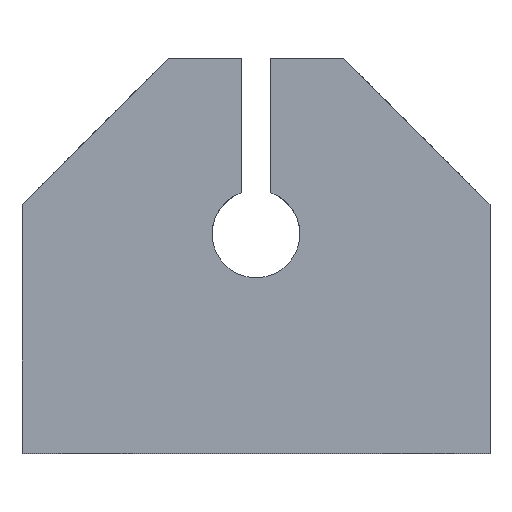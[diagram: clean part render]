
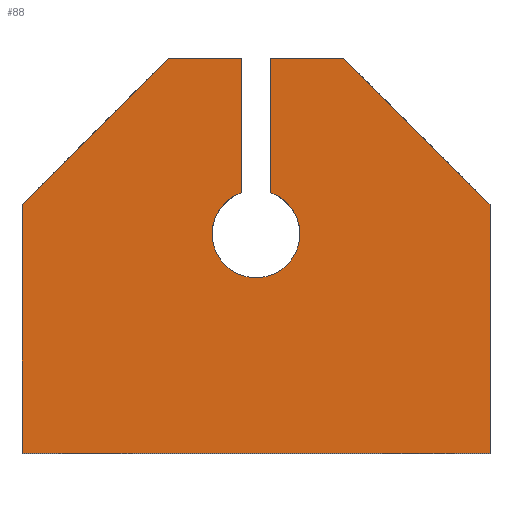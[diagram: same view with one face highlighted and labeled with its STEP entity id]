
A CAD part, top view. The second image highlights one B-rep face of the part: STEP entity #88.
In plain terms, the highlighted planar face has unit normal (0, 0, 1).
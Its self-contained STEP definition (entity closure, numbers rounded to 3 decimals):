
#88 = ADVANCED_FACE( '', ( #191 ), #192, .T. );
#191 = FACE_OUTER_BOUND( '', #290, .T. );
#192 = PLANE( '', #291 );
#290 = EDGE_LOOP( '', ( #447, #448, #449, #450, #451, #452, #453, #454, #455, #456 ) );
#291 = AXIS2_PLACEMENT_3D( '', #457, #458, #459 );
#447 = ORIENTED_EDGE( '', *, *, #514, .T. );
#448 = ORIENTED_EDGE( '', *, *, #555, .T. );
#449 = ORIENTED_EDGE( '', *, *, #503, .T. );
#450 = ORIENTED_EDGE( '', *, *, #538, .T. );
#451 = ORIENTED_EDGE( '', *, *, #556, .T. );
#452 = ORIENTED_EDGE( '', *, *, #545, .T. );
#453 = ORIENTED_EDGE( '', *, *, #549, .F. );
#454 = ORIENTED_EDGE( '', *, *, #531, .T. );
#455 = ORIENTED_EDGE( '', *, *, #498, .T. );
#456 = ORIENTED_EDGE( '', *, *, #523, .T. );
#457 = CARTESIAN_POINT( '', ( 0., 15., 16. ) );
#458 = DIRECTION( '', ( 0., 0., 1. ) );
#459 = DIRECTION( '', ( 1., 0., 0. ) );
#498 = EDGE_CURVE( '', #573, #571, #574, .T. );
#503 = EDGE_CURVE( '', #582, #580, #583, .T. );
#514 = EDGE_CURVE( '', #601, #599, #602, .T. );
#523 = EDGE_CURVE( '', #571, #601, #614, .T. );
#531 = EDGE_CURVE( '', #626, #573, #627, .T. );
#538 = EDGE_CURVE( '', #580, #635, #637, .T. );
#545 = EDGE_CURVE( '', #648, #646, #649, .T. );
#549 = EDGE_CURVE( '', #626, #646, #653, .T. );
#555 = EDGE_CURVE( '', #599, #582, #661, .T. );
#556 = EDGE_CURVE( '', #635, #648, #662, .T. );
#571 = VERTEX_POINT( '', #715 );
#573 = VERTEX_POINT( '', #718 );
#574 = LINE( '', #719, #720 );
#580 = VERTEX_POINT( '', #728 );
#582 = VERTEX_POINT( '', #731 );
#583 = LINE( '', #732, #733 );
#599 = VERTEX_POINT( '', #751 );
#601 = VERTEX_POINT( '', #754 );
#602 = LINE( '', #755, #756 );
#614 = LINE( '', #770, #771 );
#626 = VERTEX_POINT( '', #849 );
#627 = LINE( '', #850, #851 );
#635 = VERTEX_POINT( '', #861 );
#637 = LINE( '', #864, #865 );
#646 = VERTEX_POINT( '', #875 );
#648 = VERTEX_POINT( '', #878 );
#649 = LINE( '', #879, #880 );
#653 = CIRCLE( '', #885, 3. );
#661 = LINE( '', #893, #894 );
#662 = LINE( '', #895, #896 );
#715 = CARTESIAN_POINT( '', ( -6., 27., 16. ) );
#718 = CARTESIAN_POINT( '', ( -1., 27., 16. ) );
#719 = CARTESIAN_POINT( '', ( -1., 27., 16. ) );
#720 = VECTOR( '', #909, 1000. );
#728 = CARTESIAN_POINT( '', ( 16., 17., 16. ) );
#731 = CARTESIAN_POINT( '', ( 16., 0., 16. ) );
#732 = CARTESIAN_POINT( '', ( 16., 0., 16. ) );
#733 = VECTOR( '', #913, 1000. );
#751 = CARTESIAN_POINT( '', ( -16., 0., 16. ) );
#754 = CARTESIAN_POINT( '', ( -16., 17., 16. ) );
#755 = CARTESIAN_POINT( '', ( -16., 17., 16. ) );
#756 = VECTOR( '', #929, 1000. );
#770 = CARTESIAN_POINT( '', ( -6., 27., 16. ) );
#771 = VECTOR( '', #941, 1000. );
#849 = CARTESIAN_POINT( '', ( -1., 17.828, 16. ) );
#850 = CARTESIAN_POINT( '', ( -1., 17.828, 16. ) );
#851 = VECTOR( '', #949, 1000. );
#861 = CARTESIAN_POINT( '', ( 6., 27., 16. ) );
#864 = CARTESIAN_POINT( '', ( 16., 17., 16. ) );
#865 = VECTOR( '', #956, 1000. );
#875 = CARTESIAN_POINT( '', ( 1., 17.828, 16. ) );
#878 = CARTESIAN_POINT( '', ( 1., 27., 16. ) );
#879 = CARTESIAN_POINT( '', ( 1., 27., 16. ) );
#880 = VECTOR( '', #962, 1000. );
#885 = AXIS2_PLACEMENT_3D( '', #967, #968, #969 );
#893 = CARTESIAN_POINT( '', ( -16., 0., 16. ) );
#894 = VECTOR( '', #976, 1000. );
#895 = CARTESIAN_POINT( '', ( 6., 27., 16. ) );
#896 = VECTOR( '', #977, 1000. );
#909 = DIRECTION( '', ( -1., 0., 0. ) );
#913 = DIRECTION( '', ( 0., 1., 0. ) );
#929 = DIRECTION( '', ( 0., -1., 0. ) );
#941 = DIRECTION( '', ( -0.707, -0.707, 0. ) );
#949 = DIRECTION( '', ( 0., 1., 0. ) );
#956 = DIRECTION( '', ( -0.707, 0.707, 0. ) );
#962 = DIRECTION( '', ( 0., -1., 0. ) );
#967 = CARTESIAN_POINT( '', ( 0., 15., 16. ) );
#968 = DIRECTION( '', ( 0., 0., 1. ) );
#969 = DIRECTION( '', ( 1., 0., 0. ) );
#976 = DIRECTION( '', ( 1., 0., 0. ) );
#977 = DIRECTION( '', ( -1., 0., 0. ) );
